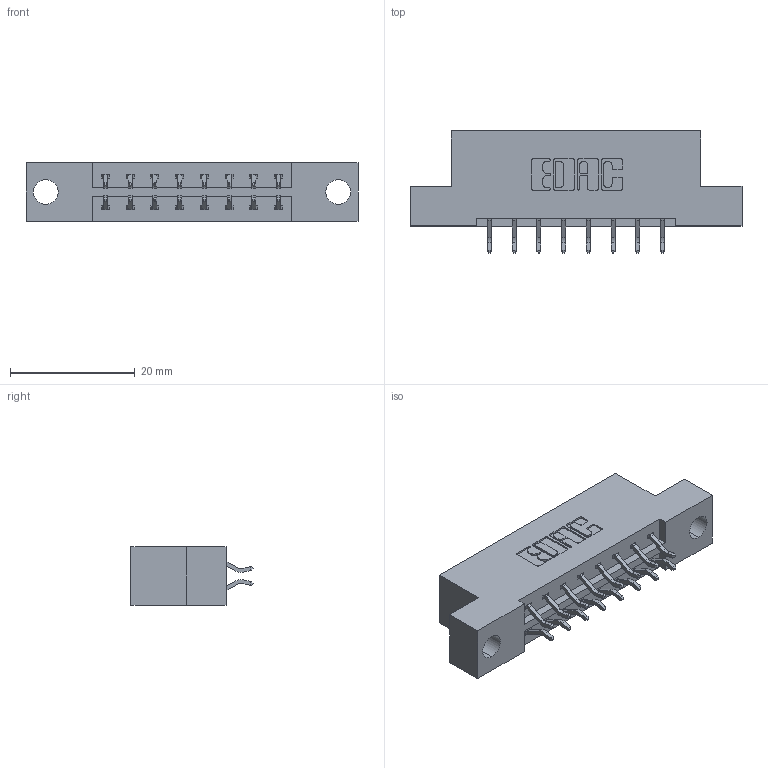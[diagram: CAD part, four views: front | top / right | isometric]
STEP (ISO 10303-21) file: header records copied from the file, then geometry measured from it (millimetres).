
FILE_DESCRIPTION (( 'STEP AP203' ), '1' );
FILE_NAME ('833-016-556-204.STEP', '2020-05-31T18:44:45', ( '' ), ( '' ), 'SwSTEP 2.0', 'SolidWorks 2020', '' );
FILE_SCHEMA (( 'CONFIG_CONTROL_DESIGN' ));
Length unit declared in the file: inch
Products named in the file (3): 345-292-001_556 Tail; 833-016-556-204; 833 Part_Flush - .156 Dia - TH
Assembly tree (17 placements, depth 2):
  833-016-556-204
    833 Part_Flush - .156 Dia - TH
    345-292-001_556 Tail  x16
Bounding box: 53.24 x 19.57 x 9.4 mm (x, y, z)
Volume: 5028.9 mm3; surface area: 5363.7 mm2
Topology: 17 solids, 17 shells, 1042 faces, 3079 edges, 2030 vertices
Faces by surface type: plane 710, cylinder 332
Entity records: 9767 total; most frequent: CARTESIAN_POINT 1674, ORIENTED_EDGE 1598, DIRECTION 1479, EDGE_CURVE 799, VECTOR 663, LINE 663, VERTEX_POINT 530, AXIS2_PLACEMENT_3D 408
